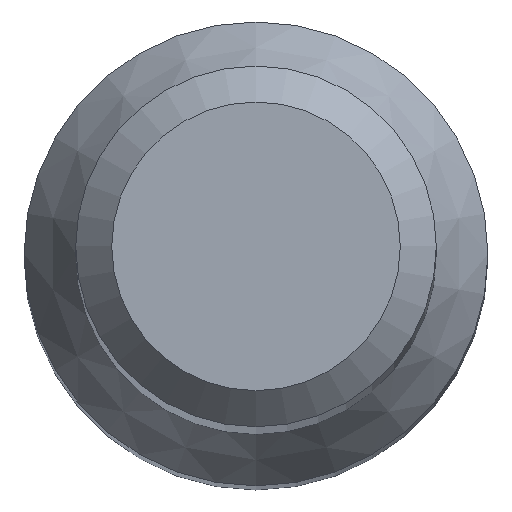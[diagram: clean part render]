
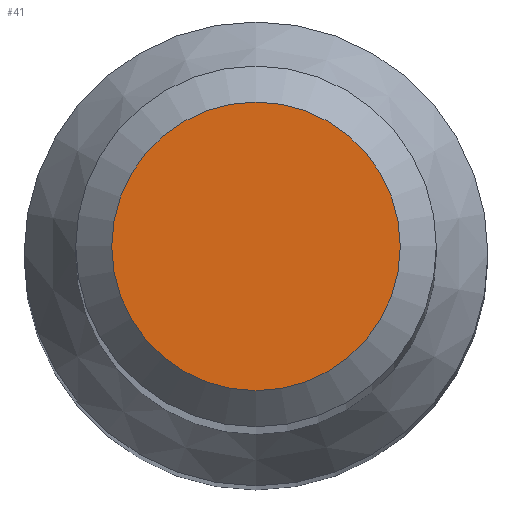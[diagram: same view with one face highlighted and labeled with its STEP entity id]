
A CAD part, top view. The second image highlights one B-rep face of the part: STEP entity #41.
In plain terms, the highlighted planar face has unit normal (0, 0, 1).
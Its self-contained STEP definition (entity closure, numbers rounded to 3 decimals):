
#36 = PLANE ( 'NONE',  #123 ) ;
#41 = ADVANCED_FACE ( 'NONE', ( #222 ), #36, .F. ) ;
#46 = EDGE_LOOP ( 'NONE', ( #141 ) ) ;
#50 = AXIS2_PLACEMENT_3D ( 'NONE', #54, #223, #129 ) ;
#54 = CARTESIAN_POINT ( 'NONE',  ( 0., 0., 56. ) ) ;
#112 = CARTESIAN_POINT ( 'NONE',  ( 0., 0., 56. ) ) ;
#123 = AXIS2_PLACEMENT_3D ( 'NONE', #112, #221, #196 ) ;
#129 = DIRECTION ( 'NONE',  ( 0., 1., 0. ) ) ;
#141 = ORIENTED_EDGE ( 'NONE', *, *, #164, .F. ) ;
#143 = CIRCLE ( 'NONE', #50, 1.2 ) ;
#153 = CARTESIAN_POINT ( 'NONE',  ( 0., 1.2, 56. ) ) ;
#164 = EDGE_CURVE ( 'NONE', #208, #208, #143, .T. ) ;
#196 = DIRECTION ( 'NONE',  ( 0., 1., 0. ) ) ;
#208 = VERTEX_POINT ( 'NONE', #153 ) ;
#221 = DIRECTION ( 'NONE',  ( 0., 0., -1. ) ) ;
#222 = FACE_OUTER_BOUND ( 'NONE', #46, .T. ) ;
#223 = DIRECTION ( 'NONE',  ( 0., 0., -1. ) ) ;
